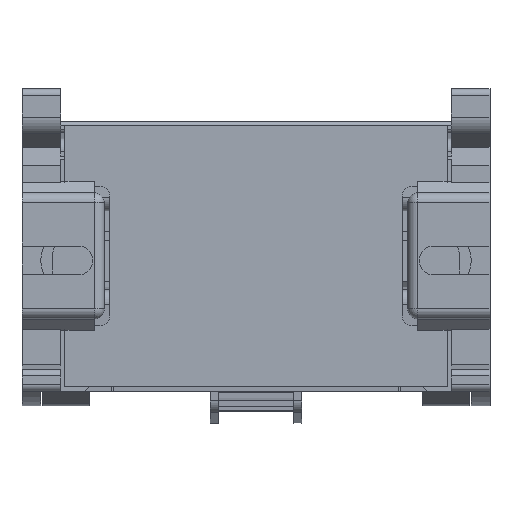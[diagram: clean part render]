
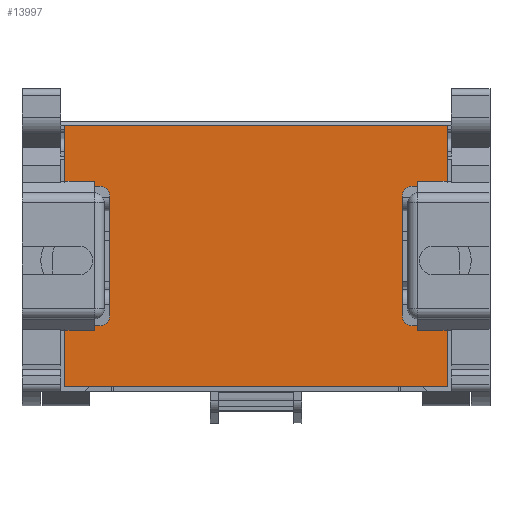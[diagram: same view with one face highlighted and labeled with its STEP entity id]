
A CAD part, front view. The second image highlights one B-rep face of the part: STEP entity #13997.
In plain terms, the highlighted face is planar.
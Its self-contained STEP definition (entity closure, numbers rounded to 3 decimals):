
#16 = VERTEX_POINT ( 'NONE', #20249 ) ;
#143 = ORIENTED_EDGE ( 'NONE', *, *, #1115, .F. ) ;
#146 = CARTESIAN_POINT ( 'NONE',  ( -28.55, -19.5, 0. ) ) ;
#219 = DIRECTION ( 'NONE',  ( 0., 0., -1. ) ) ;
#223 = EDGE_CURVE ( 'NONE', #5085, #28307, #19518, .T. ) ;
#261 = DIRECTION ( 'NONE',  ( 1., 0., 0. ) ) ;
#442 = DIRECTION ( 'NONE',  ( -1., 0., 0. ) ) ;
#648 = CARTESIAN_POINT ( 'NONE',  ( 28.55, 19.5, 0. ) ) ;
#1115 = EDGE_CURVE ( 'NONE', #17556, #24773, #30251, .T. ) ;
#1355 = ORIENTED_EDGE ( 'NONE', *, *, #223, .F. ) ;
#1441 = VECTOR ( 'NONE', #4478, 1000. ) ;
#1473 = VECTOR ( 'NONE', #21718, 1000. ) ;
#1529 = LINE ( 'NONE', #29844, #1473 ) ;
#1613 = EDGE_CURVE ( 'NONE', #24559, #6432, #4613, .T. ) ;
#1899 = AXIS2_PLACEMENT_3D ( 'NONE', #25732, #18917, #442 ) ;
#1930 = VERTEX_POINT ( 'NONE', #32538 ) ;
#2112 = CARTESIAN_POINT ( 'NONE',  ( 21.8, -8.9, 0. ) ) ;
#2386 = VECTOR ( 'NONE', #18053, 1000. ) ;
#2506 = CARTESIAN_POINT ( 'NONE',  ( -28.55, 19.5, 0. ) ) ;
#2615 = EDGE_CURVE ( 'NONE', #4924, #1930, #10287, .T. ) ;
#2625 = PLANE ( 'NONE',  #11514 ) ;
#2841 = DIRECTION ( 'NONE',  ( 0., -1., 0. ) ) ;
#3379 = AXIS2_PLACEMENT_3D ( 'NONE', #18929, #11454, #29607 ) ;
#3813 = EDGE_CURVE ( 'NONE', #23919, #5085, #1529, .T. ) ;
#4478 = DIRECTION ( 'NONE',  ( 0., 1., 0. ) ) ;
#4613 = LINE ( 'NONE', #7327, #26674 ) ;
#4924 = VERTEX_POINT ( 'NONE', #10428 ) ;
#5085 = VERTEX_POINT ( 'NONE', #18734 ) ;
#5283 = ORIENTED_EDGE ( 'NONE', *, *, #17284, .F. ) ;
#5469 = VECTOR ( 'NONE', #2841, 1000. ) ;
#5688 = AXIS2_PLACEMENT_3D ( 'NONE', #14198, #24541, #11659 ) ;
#5708 = VECTOR ( 'NONE', #12287, 1000. ) ;
#5740 = EDGE_CURVE ( 'NONE', #30017, #14471, #10480, .T. ) ;
#6432 = VERTEX_POINT ( 'NONE', #28382 ) ;
#6935 = CARTESIAN_POINT ( 'NONE',  ( -23.3, 10.4, 0. ) ) ;
#7025 = LINE ( 'NONE', #17554, #2386 ) ;
#7216 = ORIENTED_EDGE ( 'NONE', *, *, #3813, .F. ) ;
#7327 = CARTESIAN_POINT ( 'NONE',  ( -21.8, 8.9, 0. ) ) ;
#7541 = DIRECTION ( 'NONE',  ( 0., 0., 1. ) ) ;
#7743 = CARTESIAN_POINT ( 'NONE',  ( 28.55, -10.4, 0. ) ) ;
#8601 = DIRECTION ( 'NONE',  ( 0., 1., 0. ) ) ;
#10083 = CARTESIAN_POINT ( 'NONE',  ( -28.55, -19.5, 0. ) ) ;
#10190 = ORIENTED_EDGE ( 'NONE', *, *, #22661, .F. ) ;
#10287 = LINE ( 'NONE', #7743, #13213 ) ;
#10405 = VECTOR ( 'NONE', #15564, 1000. ) ;
#10428 = CARTESIAN_POINT ( 'NONE',  ( 28.55, -10.4, 0. ) ) ;
#10480 = LINE ( 'NONE', #31175, #5469 ) ;
#10550 = DIRECTION ( 'NONE',  ( 1., 0., 0. ) ) ;
#10622 = CARTESIAN_POINT ( 'NONE',  ( -28.55, 19.5, 0. ) ) ;
#10754 = FACE_OUTER_BOUND ( 'NONE', #20633, .T. ) ;
#10867 = EDGE_CURVE ( 'NONE', #16130, #30017, #7025, .T. ) ;
#11439 = CARTESIAN_POINT ( 'NONE',  ( 28.55, 10.4, 0. ) ) ;
#11454 = DIRECTION ( 'NONE',  ( 0., 0., -1. ) ) ;
#11514 = AXIS2_PLACEMENT_3D ( 'NONE', #21095, #7541, #261 ) ;
#11659 = DIRECTION ( 'NONE',  ( 1., 0., 0. ) ) ;
#12287 = DIRECTION ( 'NONE',  ( 1., 0., 0. ) ) ;
#12485 = ORIENTED_EDGE ( 'NONE', *, *, #17738, .F. ) ;
#12710 = EDGE_CURVE ( 'NONE', #6432, #16130, #15346, .T. ) ;
#12801 = CARTESIAN_POINT ( 'NONE',  ( 21.8, 8.9, 0. ) ) ;
#13213 = VECTOR ( 'NONE', #32849, 1000. ) ;
#13550 = EDGE_CURVE ( 'NONE', #24773, #23919, #31322, .T. ) ;
#13776 = EDGE_CURVE ( 'NONE', #1930, #32269, #33157, .T. ) ;
#13997 = ADVANCED_FACE ( 'NONE', ( #10754 ), #2625, .F. ) ;
#14198 = CARTESIAN_POINT ( 'NONE',  ( -23.3, 8.9, 0. ) ) ;
#14382 = VECTOR ( 'NONE', #28116, 1000. ) ;
#14445 = CARTESIAN_POINT ( 'NONE',  ( -28.55, 10.4, 0. ) ) ;
#14471 = VERTEX_POINT ( 'NONE', #146 ) ;
#14812 = AXIS2_PLACEMENT_3D ( 'NONE', #23431, #219, #10550 ) ;
#15346 = CIRCLE ( 'NONE', #14812, 1.5 ) ;
#15564 = DIRECTION ( 'NONE',  ( -1., 0., 0. ) ) ;
#16130 = VERTEX_POINT ( 'NONE', #30970 ) ;
#17206 = LINE ( 'NONE', #10083, #5708 ) ;
#17284 = EDGE_CURVE ( 'NONE', #28307, #24559, #28455, .T. ) ;
#17432 = CARTESIAN_POINT ( 'NONE',  ( 28.55, 10.4, 0. ) ) ;
#17554 = CARTESIAN_POINT ( 'NONE',  ( -28.55, -10.4, 0. ) ) ;
#17556 = VERTEX_POINT ( 'NONE', #11439 ) ;
#17738 = EDGE_CURVE ( 'NONE', #14471, #16, #17206, .T. ) ;
#18053 = DIRECTION ( 'NONE',  ( -1., 0., 0. ) ) ;
#18208 = VERTEX_POINT ( 'NONE', #31233 ) ;
#18303 = CARTESIAN_POINT ( 'NONE',  ( -21.8, 8.9, 0. ) ) ;
#18734 = CARTESIAN_POINT ( 'NONE',  ( -28.55, 10.4, 0. ) ) ;
#18792 = LINE ( 'NONE', #24206, #22660 ) ;
#18826 = ORIENTED_EDGE ( 'NONE', *, *, #12710, .F. ) ;
#18917 = DIRECTION ( 'NONE',  ( 0., 0., -1. ) ) ;
#18929 = CARTESIAN_POINT ( 'NONE',  ( 23.3, -8.9, 0. ) ) ;
#19485 = ORIENTED_EDGE ( 'NONE', *, *, #5740, .F. ) ;
#19518 = LINE ( 'NONE', #14445, #23097 ) ;
#20249 = CARTESIAN_POINT ( 'NONE',  ( 28.55, -19.5, 0. ) ) ;
#20633 = EDGE_LOOP ( 'NONE', ( #7216, #20808, #143, #20830, #28909, #10190, #24923, #29432, #30541, #12485, #19485, #28002, #18826, #21732, #5283, #1355 ) ) ;
#20808 = ORIENTED_EDGE ( 'NONE', *, *, #13550, .F. ) ;
#20830 = ORIENTED_EDGE ( 'NONE', *, *, #33070, .F. ) ;
#21095 = CARTESIAN_POINT ( 'NONE',  ( -23.3, 8.9, 0. ) ) ;
#21718 = DIRECTION ( 'NONE',  ( 0., -1., 0. ) ) ;
#21732 = ORIENTED_EDGE ( 'NONE', *, *, #1613, .F. ) ;
#21816 = VERTEX_POINT ( 'NONE', #33118 ) ;
#22660 = VECTOR ( 'NONE', #8601, 1000. ) ;
#22661 = EDGE_CURVE ( 'NONE', #32269, #21816, #30763, .T. ) ;
#23092 = DIRECTION ( 'NONE',  ( 0., -1., 0. ) ) ;
#23097 = VECTOR ( 'NONE', #24787, 1000. ) ;
#23431 = CARTESIAN_POINT ( 'NONE',  ( -23.3, -8.9, 0. ) ) ;
#23647 = EDGE_CURVE ( 'NONE', #16, #4924, #18792, .T. ) ;
#23681 = VECTOR ( 'NONE', #30925, 1000. ) ;
#23919 = VERTEX_POINT ( 'NONE', #10622 ) ;
#24206 = CARTESIAN_POINT ( 'NONE',  ( 28.55, -10.4, 0. ) ) ;
#24541 = DIRECTION ( 'NONE',  ( 0., 0., -1. ) ) ;
#24559 = VERTEX_POINT ( 'NONE', #18303 ) ;
#24773 = VERTEX_POINT ( 'NONE', #648 ) ;
#24787 = DIRECTION ( 'NONE',  ( 1., 0., 0. ) ) ;
#24923 = ORIENTED_EDGE ( 'NONE', *, *, #13776, .F. ) ;
#25732 = CARTESIAN_POINT ( 'NONE',  ( 23.3, 8.9, 0. ) ) ;
#26674 = VECTOR ( 'NONE', #23092, 1000. ) ;
#27711 = CARTESIAN_POINT ( 'NONE',  ( 28.55, 19.5, 0. ) ) ;
#27713 = CARTESIAN_POINT ( 'NONE',  ( -28.55, -10.4, 0. ) ) ;
#27962 = LINE ( 'NONE', #17432, #14382 ) ;
#28002 = ORIENTED_EDGE ( 'NONE', *, *, #10867, .F. ) ;
#28116 = DIRECTION ( 'NONE',  ( 1., 0., 0. ) ) ;
#28307 = VERTEX_POINT ( 'NONE', #6935 ) ;
#28382 = CARTESIAN_POINT ( 'NONE',  ( -21.8, -8.9, 0. ) ) ;
#28455 = CIRCLE ( 'NONE', #5688, 1.5 ) ;
#28909 = ORIENTED_EDGE ( 'NONE', *, *, #31015, .F. ) ;
#29432 = ORIENTED_EDGE ( 'NONE', *, *, #2615, .F. ) ;
#29607 = DIRECTION ( 'NONE',  ( -1., 0., 0. ) ) ;
#29844 = CARTESIAN_POINT ( 'NONE',  ( -28.55, 19.5, 0. ) ) ;
#30017 = VERTEX_POINT ( 'NONE', #27713 ) ;
#30063 = CIRCLE ( 'NONE', #1899, 1.5 ) ;
#30251 = LINE ( 'NONE', #27711, #1441 ) ;
#30541 = ORIENTED_EDGE ( 'NONE', *, *, #23647, .F. ) ;
#30763 = LINE ( 'NONE', #12801, #23681 ) ;
#30925 = DIRECTION ( 'NONE',  ( 0., 1., 0. ) ) ;
#30970 = CARTESIAN_POINT ( 'NONE',  ( -23.3, -10.4, 0. ) ) ;
#31015 = EDGE_CURVE ( 'NONE', #21816, #18208, #30063, .T. ) ;
#31175 = CARTESIAN_POINT ( 'NONE',  ( -28.55, -10.4, 0. ) ) ;
#31233 = CARTESIAN_POINT ( 'NONE',  ( 23.3, 10.4, 0. ) ) ;
#31322 = LINE ( 'NONE', #2506, #10405 ) ;
#32269 = VERTEX_POINT ( 'NONE', #2112 ) ;
#32538 = CARTESIAN_POINT ( 'NONE',  ( 23.3, -10.4, 0. ) ) ;
#32849 = DIRECTION ( 'NONE',  ( -1., 0., 0. ) ) ;
#33070 = EDGE_CURVE ( 'NONE', #18208, #17556, #27962, .T. ) ;
#33118 = CARTESIAN_POINT ( 'NONE',  ( 21.8, 8.9, 0. ) ) ;
#33157 = CIRCLE ( 'NONE', #3379, 1.5 ) ;
